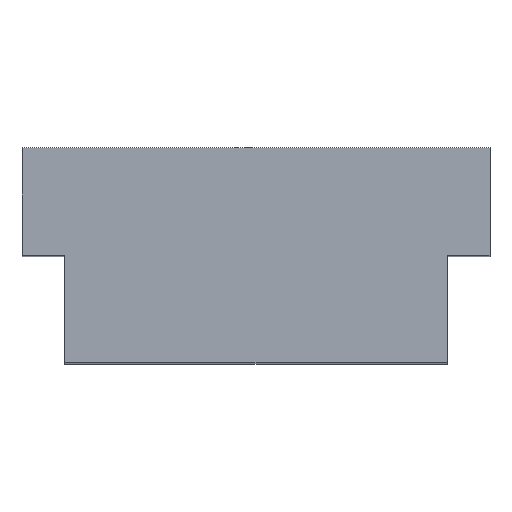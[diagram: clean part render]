
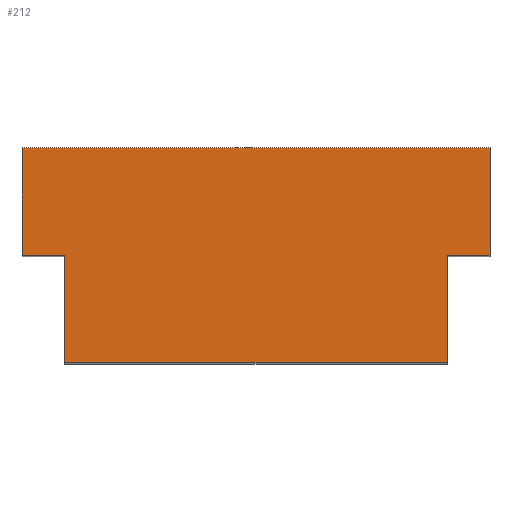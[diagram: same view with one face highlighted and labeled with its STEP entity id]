
A CAD part, top view. The second image highlights one B-rep face of the part: STEP entity #212.
In plain terms, the highlighted planar face has unit normal (0, 0, 1).
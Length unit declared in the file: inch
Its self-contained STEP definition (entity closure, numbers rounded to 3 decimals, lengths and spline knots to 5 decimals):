
#1 = EDGE_LOOP ( 'NONE', ( #178, #2, #84, #226, #79, #196, #367, #271 ) ) ;
#2 = ORIENTED_EDGE ( 'NONE', *, *, #148, .T. ) ;
#25 = LINE ( 'NONE', #103, #158 ) ;
#36 = DIRECTION ( 'NONE',  ( -1., 0., 0. ) ) ;
#53 = CARTESIAN_POINT ( 'NONE',  ( 0.445, -0.75, 1.0785 ) ) ;
#71 = CARTESIAN_POINT ( 'NONE',  ( 0.545, -0.5, 1.0785 ) ) ;
#78 = VERTEX_POINT ( 'NONE', #324 ) ;
#79 = ORIENTED_EDGE ( 'NONE', *, *, #305, .F. ) ;
#84 = ORIENTED_EDGE ( 'NONE', *, *, #422, .T. ) ;
#90 = LINE ( 'NONE', #127, #168 ) ;
#103 = CARTESIAN_POINT ( 'NONE',  ( -0.445, -0.75, 1.0785 ) ) ;
#125 = VERTEX_POINT ( 'NONE', #205 ) ;
#127 = CARTESIAN_POINT ( 'NONE',  ( 0.445, -1., 1.0785 ) ) ;
#129 = CARTESIAN_POINT ( 'NONE',  ( -0.445, -0.75, 1.0785 ) ) ;
#148 = EDGE_CURVE ( 'NONE', #419, #244, #229, .T. ) ;
#158 = VECTOR ( 'NONE', #181, 39.37008 ) ;
#163 = DIRECTION ( 'NONE',  ( 1., 0., 0. ) ) ;
#167 = VECTOR ( 'NONE', #252, 39.37008 ) ;
#168 = VECTOR ( 'NONE', #199, 39.37008 ) ;
#178 = ORIENTED_EDGE ( 'NONE', *, *, #407, .T. ) ;
#181 = DIRECTION ( 'NONE',  ( 0., -1., 0. ) ) ;
#187 = CARTESIAN_POINT ( 'NONE',  ( -0.545, -0.75, 1.0785 ) ) ;
#191 = AXIS2_PLACEMENT_3D ( 'NONE', #240, #354, #427 ) ;
#196 = ORIENTED_EDGE ( 'NONE', *, *, #200, .F. ) ;
#199 = DIRECTION ( 'NONE',  ( -1., 0., 0. ) ) ;
#200 = EDGE_CURVE ( 'NONE', #78, #299, #477, .T. ) ;
#205 = CARTESIAN_POINT ( 'NONE',  ( 0.545, -0.5, 1.0785 ) ) ;
#212 = ADVANCED_FACE ( 'NONE', ( #323 ), #313, .T. ) ;
#226 = ORIENTED_EDGE ( 'NONE', *, *, #245, .F. ) ;
#229 = LINE ( 'NONE', #398, #416 ) ;
#232 = DIRECTION ( 'NONE',  ( 1., 0., 0. ) ) ;
#233 = LINE ( 'NONE', #71, #476 ) ;
#240 = CARTESIAN_POINT ( 'NONE',  ( 0., 0., 1.0785 ) ) ;
#243 = VERTEX_POINT ( 'NONE', #267 ) ;
#244 = VERTEX_POINT ( 'NONE', #129 ) ;
#245 = EDGE_CURVE ( 'NONE', #243, #417, #90, .T. ) ;
#250 = LINE ( 'NONE', #412, #483 ) ;
#252 = DIRECTION ( 'NONE',  ( 0., -1., 0. ) ) ;
#267 = CARTESIAN_POINT ( 'NONE',  ( 0.445, -1., 1.0785 ) ) ;
#271 = ORIENTED_EDGE ( 'NONE', *, *, #486, .F. ) ;
#289 = DIRECTION ( 'NONE',  ( 0., -1., 0. ) ) ;
#299 = VERTEX_POINT ( 'NONE', #406 ) ;
#305 = EDGE_CURVE ( 'NONE', #299, #243, #340, .T. ) ;
#313 = PLANE ( 'NONE',  #191 ) ;
#323 = FACE_OUTER_BOUND ( 'NONE', #1, .T. ) ;
#324 = CARTESIAN_POINT ( 'NONE',  ( 0.545, -0.75, 1.0785 ) ) ;
#340 = LINE ( 'NONE', #53, #484 ) ;
#354 = DIRECTION ( 'NONE',  ( 0., 0., 1. ) ) ;
#365 = CARTESIAN_POINT ( 'NONE',  ( -0.445, -1., 1.0785 ) ) ;
#367 = ORIENTED_EDGE ( 'NONE', *, *, #456, .F. ) ;
#398 = CARTESIAN_POINT ( 'NONE',  ( -0.545, -0.75, 1.0785 ) ) ;
#399 = CARTESIAN_POINT ( 'NONE',  ( -0.545, -0.5, 1.0785 ) ) ;
#400 = VECTOR ( 'NONE', #36, 39.37008 ) ;
#404 = CARTESIAN_POINT ( 'NONE',  ( -0.545, -0.5, 1.0785 ) ) ;
#406 = CARTESIAN_POINT ( 'NONE',  ( 0.445, -0.75, 1.0785 ) ) ;
#407 = EDGE_CURVE ( 'NONE', #425, #419, #443, .T. ) ;
#412 = CARTESIAN_POINT ( 'NONE',  ( -0.545, -0.5, 1.0785 ) ) ;
#416 = VECTOR ( 'NONE', #163, 39.37008 ) ;
#417 = VERTEX_POINT ( 'NONE', #365 ) ;
#419 = VERTEX_POINT ( 'NONE', #187 ) ;
#422 = EDGE_CURVE ( 'NONE', #244, #417, #25, .T. ) ;
#423 = CARTESIAN_POINT ( 'NONE',  ( 0.545, -0.75, 1.0785 ) ) ;
#425 = VERTEX_POINT ( 'NONE', #404 ) ;
#427 = DIRECTION ( 'NONE',  ( 1., 0., 0. ) ) ;
#443 = LINE ( 'NONE', #399, #167 ) ;
#453 = DIRECTION ( 'NONE',  ( 0., -1., 0. ) ) ;
#456 = EDGE_CURVE ( 'NONE', #125, #78, #233, .T. ) ;
#476 = VECTOR ( 'NONE', #453, 39.37008 ) ;
#477 = LINE ( 'NONE', #423, #400 ) ;
#483 = VECTOR ( 'NONE', #232, 39.37008 ) ;
#484 = VECTOR ( 'NONE', #289, 39.37008 ) ;
#486 = EDGE_CURVE ( 'NONE', #425, #125, #250, .T. ) ;
